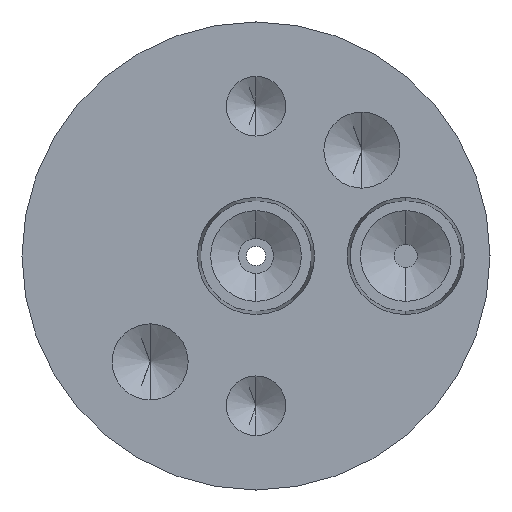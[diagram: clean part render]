
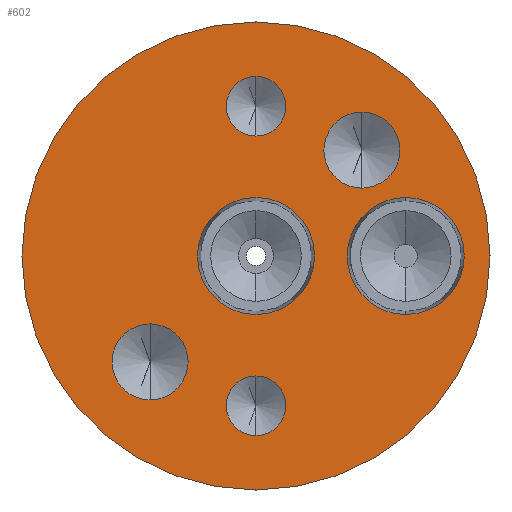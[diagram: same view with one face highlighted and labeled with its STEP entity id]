
A CAD part, front view. The second image highlights one B-rep face of the part: STEP entity #602.
In plain terms, the highlighted planar face has unit normal (0, -1, 0).
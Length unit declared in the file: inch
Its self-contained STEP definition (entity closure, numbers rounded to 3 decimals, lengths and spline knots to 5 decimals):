
#11 = CARTESIAN_POINT ( 'NONE',  ( 0., -0.5, 0.4 ) ) ;
#29 = AXIS2_PLACEMENT_3D ( 'NONE', #1366, #2857, #3712 ) ;
#87 = CARTESIAN_POINT ( 'NONE',  ( 0., -0.5, 0.4795 ) ) ;
#107 = CARTESIAN_POINT ( 'NONE',  ( 0., -0.5, 0.4 ) ) ;
#120 = ORIENTED_EDGE ( 'NONE', *, *, #1471, .F. ) ;
#141 = CARTESIAN_POINT ( 'NONE',  ( 0., -0.5, -0.4 ) ) ;
#156 = EDGE_LOOP ( 'NONE', ( #2850, #2697 ) ) ;
#178 = DIRECTION ( 'NONE',  ( 0., -1., 0. ) ) ;
#266 = CIRCLE ( 'NONE', #1670, 0.0795 ) ;
#285 = VERTEX_POINT ( 'NONE', #1480 ) ;
#477 = CIRCLE ( 'NONE', #3733, 0.0795 ) ;
#558 = CARTESIAN_POINT ( 'NONE',  ( 0., -0.5, -0.4795 ) ) ;
#565 = DIRECTION ( 'NONE',  ( 0., -1., 0. ) ) ;
#569 = DIRECTION ( 'NONE',  ( 0., 0., -1. ) ) ;
#584 = DIRECTION ( 'NONE',  ( 0., -1., 0. ) ) ;
#602 = ADVANCED_FACE ( 'NONE', ( #2359, #1553, #2134, #2736, #2713, #2396, #1823 ), #3545, .T. ) ;
#614 = CARTESIAN_POINT ( 'NONE',  ( 0., -0.5, 0.3205 ) ) ;
#630 = DIRECTION ( 'NONE',  ( 0., 0., -1. ) ) ;
#641 = AXIS2_PLACEMENT_3D ( 'NONE', #839, #2842, #1404 ) ;
#665 = CARTESIAN_POINT ( 'NONE',  ( 0., -0.5, 0.625 ) ) ;
#706 = AXIS2_PLACEMENT_3D ( 'NONE', #1680, #3468, #569 ) ;
#733 = DIRECTION ( 'NONE',  ( 0., 0., 1. ) ) ;
#739 = EDGE_CURVE ( 'NONE', #3536, #1817, #950, .T. ) ;
#749 = CARTESIAN_POINT ( 'NONE',  ( 0.4, -0.5, 0.15625 ) ) ;
#761 = EDGE_CURVE ( 'NONE', #3685, #2375, #266, .T. ) ;
#774 = CIRCLE ( 'NONE', #29, 0.10156 ) ;
#782 = DIRECTION ( 'NONE',  ( 0., 0., -1. ) ) ;
#802 = CARTESIAN_POINT ( 'NONE',  ( 0., -0.5, 0.15625 ) ) ;
#809 = ORIENTED_EDGE ( 'NONE', *, *, #1083, .F. ) ;
#839 = CARTESIAN_POINT ( 'NONE',  ( 0., -0.5, -0.4 ) ) ;
#847 = ORIENTED_EDGE ( 'NONE', *, *, #1016, .F. ) ;
#872 = CARTESIAN_POINT ( 'NONE',  ( 0.4, -0.5, 0. ) ) ;
#950 = CIRCLE ( 'NONE', #1734, 0.15625 ) ;
#971 = DIRECTION ( 'NONE',  ( 0., 0., -1. ) ) ;
#1016 = EDGE_CURVE ( 'NONE', #2375, #3685, #477, .T. ) ;
#1083 = EDGE_CURVE ( 'NONE', #1817, #3536, #1576, .T. ) ;
#1150 = CARTESIAN_POINT ( 'NONE',  ( 0., -0.5, 0. ) ) ;
#1235 = DIRECTION ( 'NONE',  ( 0., 0., -1. ) ) ;
#1277 = ORIENTED_EDGE ( 'NONE', *, *, #739, .F. ) ;
#1310 = DIRECTION ( 'NONE',  ( 0., -1., 0. ) ) ;
#1366 = CARTESIAN_POINT ( 'NONE',  ( 0.28284, -0.5, 0.28284 ) ) ;
#1371 = EDGE_LOOP ( 'NONE', ( #3620, #3605 ) ) ;
#1404 = DIRECTION ( 'NONE',  ( 0., 0., -1. ) ) ;
#1452 = CIRCLE ( 'NONE', #3548, 0.10156 ) ;
#1471 = EDGE_CURVE ( 'NONE', #2354, #1719, #2156, .T. ) ;
#1480 = CARTESIAN_POINT ( 'NONE',  ( 0., -0.5, -0.3205 ) ) ;
#1494 = EDGE_CURVE ( 'NONE', #2651, #285, #2459, .T. ) ;
#1543 = EDGE_CURVE ( 'NONE', #2434, #2516, #1651, .T. ) ;
#1553 = FACE_BOUND ( 'NONE', #2074, .T. ) ;
#1575 = CARTESIAN_POINT ( 'NONE',  ( -0.28284, -0.5, -0.28284 ) ) ;
#1576 = CIRCLE ( 'NONE', #1816, 0.15625 ) ;
#1599 = DIRECTION ( 'NONE',  ( 0., 0., -1. ) ) ;
#1651 = CIRCLE ( 'NONE', #2638, 0.625 ) ;
#1653 = EDGE_CURVE ( 'NONE', #2301, #3178, #774, .T. ) ;
#1670 = AXIS2_PLACEMENT_3D ( 'NONE', #11, #565, #630 ) ;
#1680 = CARTESIAN_POINT ( 'NONE',  ( 0., -0.5, 0. ) ) ;
#1715 = DIRECTION ( 'NONE',  ( 0., 0., -1. ) ) ;
#1719 = VERTEX_POINT ( 'NONE', #802 ) ;
#1734 = AXIS2_PLACEMENT_3D ( 'NONE', #872, #584, #1715 ) ;
#1763 = ORIENTED_EDGE ( 'NONE', *, *, #2106, .F. ) ;
#1772 = CARTESIAN_POINT ( 'NONE',  ( 0., -0.5, -0.625 ) ) ;
#1816 = AXIS2_PLACEMENT_3D ( 'NONE', #1908, #1965, #1599 ) ;
#1817 = VERTEX_POINT ( 'NONE', #3586 ) ;
#1823 = FACE_OUTER_BOUND ( 'NONE', #156, .T. ) ;
#1826 = EDGE_LOOP ( 'NONE', ( #809, #1277 ) ) ;
#1852 = ORIENTED_EDGE ( 'NONE', *, *, #2133, .F. ) ;
#1908 = CARTESIAN_POINT ( 'NONE',  ( 0.4, -0.5, 0. ) ) ;
#1931 = AXIS2_PLACEMENT_3D ( 'NONE', #3060, #2204, #733 ) ;
#1951 = AXIS2_PLACEMENT_3D ( 'NONE', #1150, #2391, #3249 ) ;
#1965 = DIRECTION ( 'NONE',  ( 0., -1., 0. ) ) ;
#1992 = CIRCLE ( 'NONE', #1931, 0.625 ) ;
#2002 = CARTESIAN_POINT ( 'NONE',  ( 0., -0.5, -0.15625 ) ) ;
#2033 = EDGE_LOOP ( 'NONE', ( #120, #3499 ) ) ;
#2074 = EDGE_LOOP ( 'NONE', ( #2726, #1852 ) ) ;
#2089 = VERTEX_POINT ( 'NONE', #3690 ) ;
#2106 = EDGE_CURVE ( 'NONE', #285, #2651, #2663, .T. ) ;
#2132 = EDGE_CURVE ( 'NONE', #2089, #3304, #3590, .T. ) ;
#2133 = EDGE_CURVE ( 'NONE', #3304, #2089, #3667, .T. ) ;
#2134 = FACE_BOUND ( 'NONE', #2989, .T. ) ;
#2156 = CIRCLE ( 'NONE', #706, 0.15625 ) ;
#2194 = DIRECTION ( 'NONE',  ( 0., 0., -1. ) ) ;
#2204 = DIRECTION ( 'NONE',  ( 0., 1., 0. ) ) ;
#2301 = VERTEX_POINT ( 'NONE', #2880 ) ;
#2318 = CARTESIAN_POINT ( 'NONE',  ( 0.28284, -0.5, 0.18128 ) ) ;
#2331 = EDGE_LOOP ( 'NONE', ( #2690, #1763 ) ) ;
#2353 = AXIS2_PLACEMENT_3D ( 'NONE', #3047, #1310, #782 ) ;
#2354 = VERTEX_POINT ( 'NONE', #2002 ) ;
#2359 = FACE_BOUND ( 'NONE', #1371, .T. ) ;
#2375 = VERTEX_POINT ( 'NONE', #87 ) ;
#2391 = DIRECTION ( 'NONE',  ( 0., -1., 0. ) ) ;
#2396 = FACE_BOUND ( 'NONE', #1826, .T. ) ;
#2434 = VERTEX_POINT ( 'NONE', #665 ) ;
#2439 = DIRECTION ( 'NONE',  ( 0., -1., 0. ) ) ;
#2459 = CIRCLE ( 'NONE', #641, 0.0795 ) ;
#2516 = VERTEX_POINT ( 'NONE', #1772 ) ;
#2534 = ORIENTED_EDGE ( 'NONE', *, *, #761, .F. ) ;
#2538 = AXIS2_PLACEMENT_3D ( 'NONE', #141, #3354, #3334 ) ;
#2585 = AXIS2_PLACEMENT_3D ( 'NONE', #3598, #2439, #971 ) ;
#2592 = EDGE_CURVE ( 'NONE', #2516, #2434, #1992, .T. ) ;
#2638 = AXIS2_PLACEMENT_3D ( 'NONE', #3739, #2980, #3283 ) ;
#2651 = VERTEX_POINT ( 'NONE', #558 ) ;
#2663 = CIRCLE ( 'NONE', #2538, 0.0795 ) ;
#2690 = ORIENTED_EDGE ( 'NONE', *, *, #1494, .F. ) ;
#2697 = ORIENTED_EDGE ( 'NONE', *, *, #2592, .F. ) ;
#2713 = FACE_BOUND ( 'NONE', #2033, .T. ) ;
#2726 = ORIENTED_EDGE ( 'NONE', *, *, #2132, .F. ) ;
#2735 = AXIS2_PLACEMENT_3D ( 'NONE', #1575, #178, #2194 ) ;
#2736 = FACE_BOUND ( 'NONE', #2331, .T. ) ;
#2819 = CIRCLE ( 'NONE', #1951, 0.15625 ) ;
#2823 = CARTESIAN_POINT ( 'NONE',  ( -0.28284, -0.5, -0.18128 ) ) ;
#2842 = DIRECTION ( 'NONE',  ( 0., -1., 0. ) ) ;
#2850 = ORIENTED_EDGE ( 'NONE', *, *, #1543, .F. ) ;
#2857 = DIRECTION ( 'NONE',  ( 0., -1., 0. ) ) ;
#2880 = CARTESIAN_POINT ( 'NONE',  ( 0.28284, -0.5, 0.38441 ) ) ;
#2980 = DIRECTION ( 'NONE',  ( 0., 1., 0. ) ) ;
#2989 = EDGE_LOOP ( 'NONE', ( #2534, #847 ) ) ;
#3033 = DIRECTION ( 'NONE',  ( 0., -1., 0. ) ) ;
#3047 = CARTESIAN_POINT ( 'NONE',  ( -0.28284, -0.5, -0.28284 ) ) ;
#3060 = CARTESIAN_POINT ( 'NONE',  ( 0., -0.5, 0. ) ) ;
#3090 = CARTESIAN_POINT ( 'NONE',  ( 0.28284, -0.5, 0.28284 ) ) ;
#3178 = VERTEX_POINT ( 'NONE', #2318 ) ;
#3206 = EDGE_CURVE ( 'NONE', #1719, #2354, #2819, .T. ) ;
#3249 = DIRECTION ( 'NONE',  ( 0., 0., -1. ) ) ;
#3283 = DIRECTION ( 'NONE',  ( 0., 0., 1. ) ) ;
#3304 = VERTEX_POINT ( 'NONE', #2823 ) ;
#3334 = DIRECTION ( 'NONE',  ( 0., 0., -1. ) ) ;
#3354 = DIRECTION ( 'NONE',  ( 0., -1., 0. ) ) ;
#3468 = DIRECTION ( 'NONE',  ( 0., -1., 0. ) ) ;
#3499 = ORIENTED_EDGE ( 'NONE', *, *, #3206, .F. ) ;
#3536 = VERTEX_POINT ( 'NONE', #749 ) ;
#3545 = PLANE ( 'NONE',  #2585 ) ;
#3548 = AXIS2_PLACEMENT_3D ( 'NONE', #3090, #3595, #3645 ) ;
#3586 = CARTESIAN_POINT ( 'NONE',  ( 0.4, -0.5, -0.15625 ) ) ;
#3590 = CIRCLE ( 'NONE', #2353, 0.10156 ) ;
#3595 = DIRECTION ( 'NONE',  ( 0., -1., 0. ) ) ;
#3598 = CARTESIAN_POINT ( 'NONE',  ( -0.625, -0.5, 0. ) ) ;
#3605 = ORIENTED_EDGE ( 'NONE', *, *, #1653, .F. ) ;
#3620 = ORIENTED_EDGE ( 'NONE', *, *, #3822, .F. ) ;
#3645 = DIRECTION ( 'NONE',  ( 0., 0., -1. ) ) ;
#3667 = CIRCLE ( 'NONE', #2735, 0.10156 ) ;
#3685 = VERTEX_POINT ( 'NONE', #614 ) ;
#3690 = CARTESIAN_POINT ( 'NONE',  ( -0.28284, -0.5, -0.38441 ) ) ;
#3712 = DIRECTION ( 'NONE',  ( 0., 0., -1. ) ) ;
#3733 = AXIS2_PLACEMENT_3D ( 'NONE', #107, #3033, #1235 ) ;
#3739 = CARTESIAN_POINT ( 'NONE',  ( 0., -0.5, 0. ) ) ;
#3822 = EDGE_CURVE ( 'NONE', #3178, #2301, #1452, .T. ) ;
